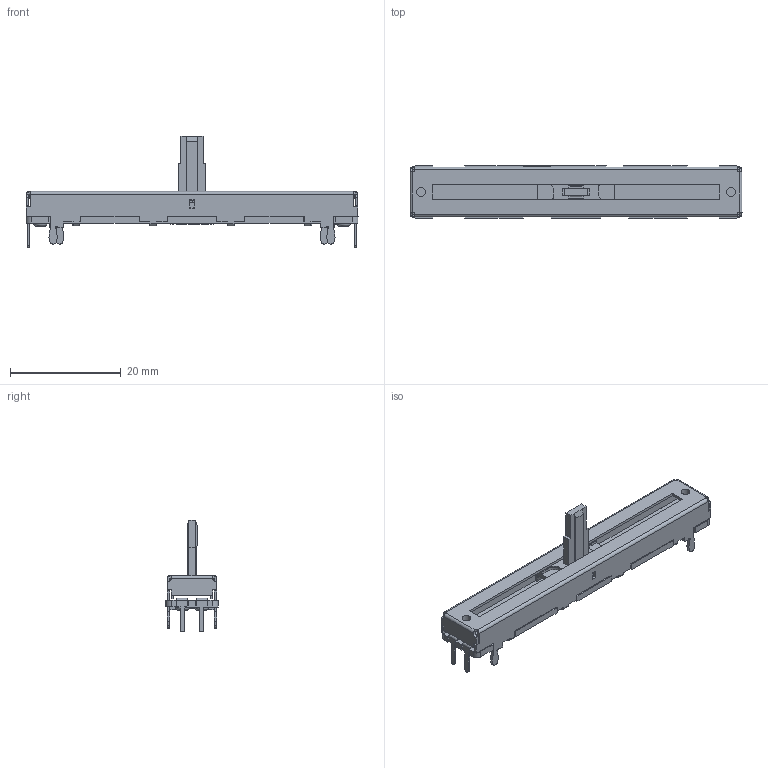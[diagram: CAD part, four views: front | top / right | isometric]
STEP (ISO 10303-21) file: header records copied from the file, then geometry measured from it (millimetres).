
FILE_DESCRIPTION(/* description */ ('STEP AP242','CAx-IF Rec.Pracs.---Representation and Presentation of Product Manufacturing Information (PMI)---4.0---2014-10-13','CAx-IF Rec.Pracs.---3D Tessellated Geometry---0.4---2014-09-14','2;1'),/* implementation_level */ '2;1');
FILE_NAME(/* name */ '66b2ae6824005b60d23bc0ee',/* time_stamp */ '2024-08-06T23:14:48Z',/* author */ (''),/* organization */ (''),/* preprocessor_version */ 'ST-DEVELOPER v20',/* originating_system */ ' ',/* authorisation */ ' ');
FILE_SCHEMA (('AP242_MANAGED_MODEL_BASED_3D_ENGINEERING_MIM_LF { 1 0 10303 442 1 1 4 }'));
Length unit declared in the file: metre
Products named in the file (4): SL45N5-10CP_ASM
Bounding box: 60 x 9.4 x 20.21 mm (x, y, z)
Volume: 669.8 mm3; surface area: 4252.7 mm2
Topology: 2 solids, 7 shells, 804 faces, 2275 edges, 1508 vertices
Faces by surface type: plane 700, cylinder 89, bspline 9, torus 6
Full cylindrical faces by diameter (mm): 0.4 x3, 0.8 x4, 1.1 x1, 1.2 x3, 1.25 x4, 1.6 x6, 2.4 x3, 2.6 x2
Entity records: 25551 total; most frequent: CARTESIAN_POINT 4747, ORIENTED_EDGE 4422, DIRECTION 3981, EDGE_CURVE 2217, LINE 2029, VECTOR 2029, VERTEX_POINT 1482, AXIS2_PLACEMENT_3D 976
